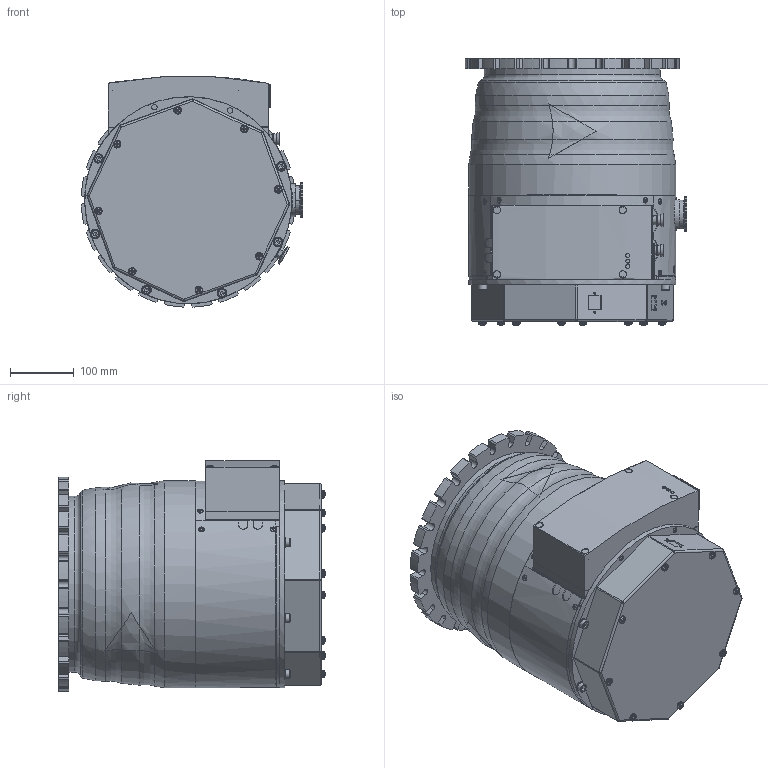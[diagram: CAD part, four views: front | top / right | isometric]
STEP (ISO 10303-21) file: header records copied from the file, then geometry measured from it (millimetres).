
FILE_DESCRIPTION((''),'2;1');
FILE_NAME('PM901741A.stp','2009-01-22T11:46:50',('lobach-w'),(''),'Autodesk Inventor 11','Autodesk Inventor 11','');
FILE_SCHEMA(('AUTOMOTIVE_DESIGN { 1 0 10303 214 1 1 1 1 }'));
Length unit declared in the file: millimetre
Products named in the file (1): PM901741A
Bounding box: 346.46 x 417.55 x 360.38 mm (x, y, z)
Volume: 31612615.7 mm3; surface area: 839479.9 mm2
Topology: 1 solids, 28 shells, 1572 faces, 4055 edges, 2623 vertices
Faces by surface type: plane 787, cylinder 449, cone 131, bspline 103, torus 74, sphere 28
Full cylindrical faces by diameter (mm): 3.2 x6, 5.459 x8, 6 x10, 7.53 x6, 7.8 x2, 8 x6, 10 x8, 11.5 x6, 12 x1, 13 x6, 13.5 x2, 15 x6, 15.5 x2, 16 x1, 19 x1, 24 x1, 261 x1, 275 x1, 320 x1, 324 x2
Entity records: 53327 total; most frequent: CARTESIAN_POINT 16963, DIRECTION 7536, ORIENTED_EDGE 7468, EDGE_CURVE 3734, AXIS2_PLACEMENT_3D 2873, VERTEX_POINT 2513, EDGE_LOOP 1903, VECTOR 1790
